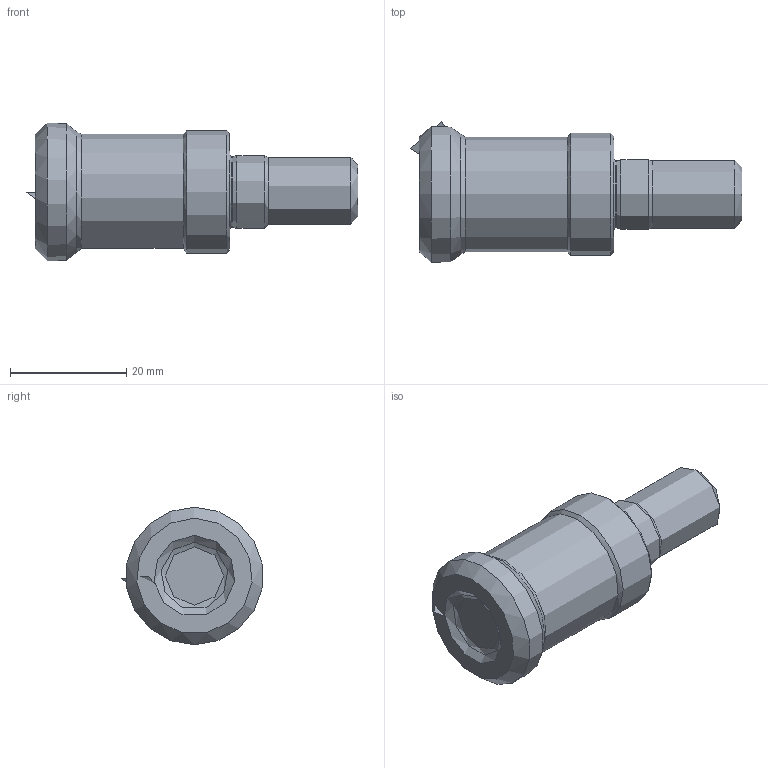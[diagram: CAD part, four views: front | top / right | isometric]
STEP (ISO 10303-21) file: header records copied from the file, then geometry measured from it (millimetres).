
FILE_DESCRIPTION(/* description */ (''),/* implementation_level */ '2;1');
FILE_NAME(/* name */ 'AEMR-RP10T3M-D25-M12-L35-Z02-H.stp',/* time_stamp */ '2023-10-21T12:16:11+03:00',/* author */ (''),/* organization */ (''),/* preprocessor_version */ 'ST-DEVELOPER v19.4',/* originating_system */ 'SIEMENS PLM Software NX2306.5001',/* authorisation */ '');
FILE_SCHEMA (('AUTOMOTIVE_DESIGN { 1 0 10303 214 3 1 1 1 }'));
Length unit declared in the file: millimetre
Products named in the file (1): AEMR-RP10T3M-D25-M12-L35-Z02-H-LIGHT_x_t_objects
Bounding box: 56.99 x 24.12 x 23.65 mm (x, y, z)
Volume: 13594.1 mm3; surface area: 5229.8 mm2
Topology: 1 solids, 2 shells, 24 faces, 44 edges, 26 vertices
Faces by surface type: cone 6, cylinder 5, torus 4, plane 4, revolution 3, bspline 2
Full cylindrical faces by diameter (mm): 11.75 x1, 12.1 x1, 12.5 x1, 19.8 x1, 21 x1
Entity records: 568 total; most frequent: CARTESIAN_POINT 144, DIRECTION 87, EDGE_LOOP 44, ORIENTED_EDGE 44, FACE_BOUND 42, AXIS2_PLACEMENT_3D 42, ADVANCED_FACE 23, VERTEX_POINT 22
